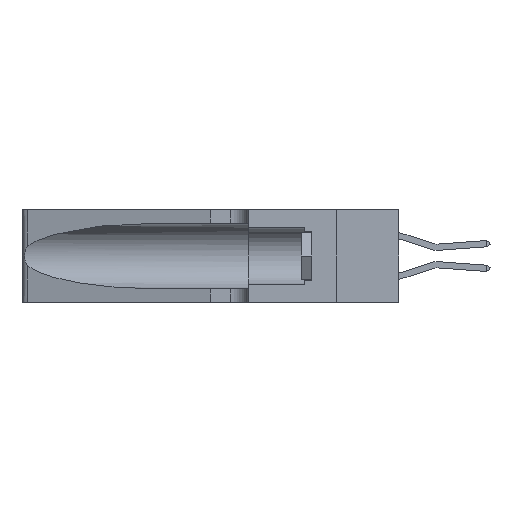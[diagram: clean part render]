
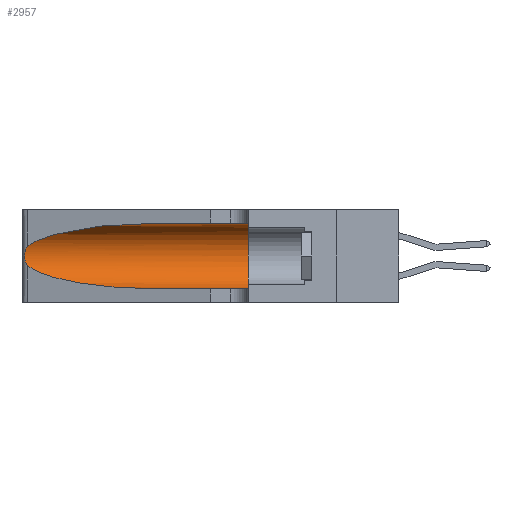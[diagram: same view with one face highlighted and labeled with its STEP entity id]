
A CAD part, left-side view. The second image highlights one B-rep face of the part: STEP entity #2957.
In plain terms, the highlighted cylindrical face has radius 3.308 mm (diameter 6.617 mm), a partial arc.
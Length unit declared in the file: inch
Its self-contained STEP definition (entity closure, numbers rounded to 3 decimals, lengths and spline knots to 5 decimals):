
#879 = CARTESIAN_POINT ( 'NONE',  ( 0.1305, 0.35, 0.31525 ) ) ;
#1019 = VECTOR ( 'NONE', #26565, 39.37008 ) ;
#1074 = EDGE_CURVE ( 'NONE', #17042, #17906, #5754, .T. ) ;
#1704 = CARTESIAN_POINT ( 'NONE',  ( 0.25487, 1.22718, 0.22369 ) ) ;
#2201 = CARTESIAN_POINT ( 'NONE',  ( 0.1305, 0.35, 0.05475 ) ) ;
#2343 = EDGE_CURVE ( 'NONE', #17563, #21832, #2996, .T. ) ;
#2957 = ADVANCED_FACE ( 'NONE', ( #17425 ), #4663, .F. ) ;
#2996 = CIRCLE ( 'NONE', #18821, 0.13025 ) ;
#4142 = CARTESIAN_POINT ( 'NONE',  ( 0.25487, 1.22718, 0.14631 ) ) ;
#4372 = CARTESIAN_POINT ( 'NONE',  ( 0.25789, 1.23486, 0.15765 ) ) ;
#4663 = CYLINDRICAL_SURFACE ( 'NONE', #32095, 0.13025 ) ;
#5754 =( BOUNDED_CURVE ( )  B_SPLINE_CURVE ( 3, ( #9399, #6415, #9158, #14777 ),
 .UNSPECIFIED., .F., .T. ) 
 B_SPLINE_CURVE_WITH_KNOTS ( ( 4, 4 ),
 ( 1.5708, 2.84003 ),
 .UNSPECIFIED. ) 
 CURVE ( )  GEOMETRIC_REPRESENTATION_ITEM ( )  RATIONAL_B_SPLINE_CURVE ( ( 1., 0.87, 0.87, 1. ) ) 
 REPRESENTATION_ITEM ( '' )  );
#6396 = CARTESIAN_POINT ( 'NONE',  ( 0.1305, 0.72297, 0.31525 ) ) ;
#6415 = CARTESIAN_POINT ( 'NONE',  ( 0.18966, 0.96281, 0.31525 ) ) ;
#6861 = CARTESIAN_POINT ( 'NONE',  ( 0.25555, 1.22994, 0.2215 ) ) ;
#7432 = DIRECTION ( 'NONE',  ( 0., 1., 0. ) ) ;
#7494 = CARTESIAN_POINT ( 'NONE',  ( 0.1305, 1.61858, 0.05475 ) ) ;
#7544 = CARTESIAN_POINT ( 'NONE',  ( 0.1305, 1.61858, 0.31525 ) ) ;
#8336 = CARTESIAN_POINT ( 'NONE',  ( 0.25487, 1.22718, 0.22369 ) ) ;
#8665 = VECTOR ( 'NONE', #9844, 39.37008 ) ;
#9158 = CARTESIAN_POINT ( 'NONE',  ( 0.2373, 1.15595, 0.28018 ) ) ;
#9294 = CARTESIAN_POINT ( 'NONE',  ( 0.18966, 0.96281, 0.05475 ) ) ;
#9399 = CARTESIAN_POINT ( 'NONE',  ( 0.1305, 0.72297, 0.31525 ) ) ;
#9643 = CARTESIAN_POINT ( 'NONE',  ( 0.26017, 1.23833, 0.17102 ) ) ;
#9844 = DIRECTION ( 'NONE',  ( 0., -1., 0. ) ) ;
#10470 = ORIENTED_EDGE ( 'NONE', *, *, #1074, .T. ) ;
#11124 = B_SPLINE_CURVE_WITH_KNOTS ( 'NONE', 3,
 ( #1704, #6861, #28525, #31274, #23056, #23193, #14995, #17828, #9643, #20677, #4372, #20427, #23428, #4142 ),
 .UNSPECIFIED., .F., .F.,
 ( 4, 2, 2, 2, 2, 2, 4 ),
 ( 0., 0.00027, 0.00053, 0.00107, 0.0016, 0.00187, 0.00214 ),
 .UNSPECIFIED. ) ;
#12398 = CARTESIAN_POINT ( 'NONE',  ( 0.25487, 1.22718, 0.14631 ) ) ;
#14293 = EDGE_CURVE ( 'NONE', #17042, #17563, #16820, .T. ) ;
#14505 = EDGE_CURVE ( 'NONE', #32155, #25815, #23790, .T. ) ;
#14777 = CARTESIAN_POINT ( 'NONE',  ( 0.25487, 1.22718, 0.22369 ) ) ;
#14995 = CARTESIAN_POINT ( 'NONE',  ( 0.26075, 1.23896, 0.19203 ) ) ;
#15300 = DIRECTION ( 'NONE',  ( 0., -1., 0. ) ) ;
#16323 = ORIENTED_EDGE ( 'NONE', *, *, #14505, .T. ) ;
#16820 = LINE ( 'NONE', #7544, #8665 ) ;
#17042 = VERTEX_POINT ( 'NONE', #6396 ) ;
#17425 = FACE_OUTER_BOUND ( 'NONE', #29972, .T. ) ;
#17563 = VERTEX_POINT ( 'NONE', #879 ) ;
#17828 = CARTESIAN_POINT ( 'NONE',  ( 0.26075, 1.23896, 0.178 ) ) ;
#17906 = VERTEX_POINT ( 'NONE', #8336 ) ;
#18821 = AXIS2_PLACEMENT_3D ( 'NONE', #24018, #7432, #32104 ) ;
#19377 = EDGE_CURVE ( 'NONE', #17906, #32155, #11124, .T. ) ;
#20003 = ORIENTED_EDGE ( 'NONE', *, *, #23622, .T. ) ;
#20234 = CARTESIAN_POINT ( 'NONE',  ( 0.1305, 0.72297, 0.05475 ) ) ;
#20427 = CARTESIAN_POINT ( 'NONE',  ( 0.25639, 1.23186, 0.15144 ) ) ;
#20677 = CARTESIAN_POINT ( 'NONE',  ( 0.25856, 1.23593, 0.16098 ) ) ;
#20956 = ORIENTED_EDGE ( 'NONE', *, *, #19377, .T. ) ;
#21832 = VERTEX_POINT ( 'NONE', #2201 ) ;
#23056 = CARTESIAN_POINT ( 'NONE',  ( 0.25854, 1.2359, 0.20912 ) ) ;
#23119 = DIRECTION ( 'NONE',  ( 0., 0., -1. ) ) ;
#23193 = CARTESIAN_POINT ( 'NONE',  ( 0.26018, 1.23835, 0.19895 ) ) ;
#23428 = CARTESIAN_POINT ( 'NONE',  ( 0.25555, 1.22993, 0.14849 ) ) ;
#23568 = LINE ( 'NONE', #7494, #1019 ) ;
#23622 = EDGE_CURVE ( 'NONE', #25815, #21832, #23568, .T. ) ;
#23790 =( BOUNDED_CURVE ( )  B_SPLINE_CURVE ( 3, ( #12398, #25617, #9294, #20234 ),
 .UNSPECIFIED., .F., .F. ) 
 B_SPLINE_CURVE_WITH_KNOTS ( ( 4, 4 ),
 ( 3.44316, 4.71239 ),
 .UNSPECIFIED. ) 
 CURVE ( )  GEOMETRIC_REPRESENTATION_ITEM ( )  RATIONAL_B_SPLINE_CURVE ( ( 1., 0.87, 0.87, 1. ) ) 
 REPRESENTATION_ITEM ( '' )  );
#24018 = CARTESIAN_POINT ( 'NONE',  ( 0.1305, 0.35, 0.185 ) ) ;
#25617 = CARTESIAN_POINT ( 'NONE',  ( 0.2373, 1.15595, 0.08982 ) ) ;
#25815 = VERTEX_POINT ( 'NONE', #27582 ) ;
#26565 = DIRECTION ( 'NONE',  ( 0., -1., 0. ) ) ;
#27582 = CARTESIAN_POINT ( 'NONE',  ( 0.1305, 0.72297, 0.05475 ) ) ;
#28525 = CARTESIAN_POINT ( 'NONE',  ( 0.25639, 1.23184, 0.21858 ) ) ;
#29872 = ORIENTED_EDGE ( 'NONE', *, *, #2343, .F. ) ;
#29972 = EDGE_LOOP ( 'NONE', ( #10470, #20956, #16323, #20003, #29872, #30282 ) ) ;
#30282 = ORIENTED_EDGE ( 'NONE', *, *, #14293, .F. ) ;
#31103 = CARTESIAN_POINT ( 'NONE',  ( 0.25487, 1.22718, 0.14631 ) ) ;
#31274 = CARTESIAN_POINT ( 'NONE',  ( 0.25787, 1.23484, 0.2124 ) ) ;
#31575 = CARTESIAN_POINT ( 'NONE',  ( 0.1305, 1.61858, 0.185 ) ) ;
#32095 = AXIS2_PLACEMENT_3D ( 'NONE', #31575, #15300, #23119 ) ;
#32104 = DIRECTION ( 'NONE',  ( 0., 0., 1. ) ) ;
#32155 = VERTEX_POINT ( 'NONE', #31103 ) ;
